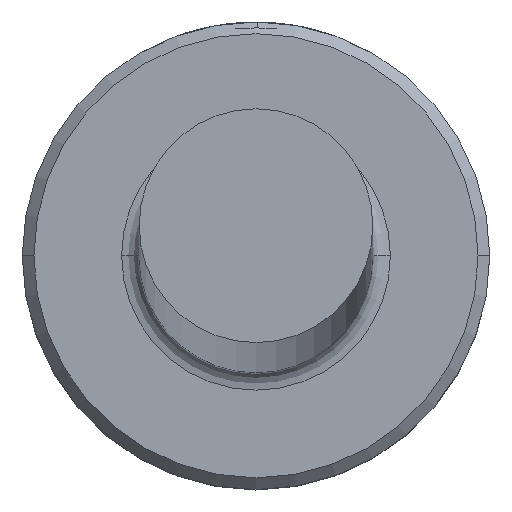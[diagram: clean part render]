
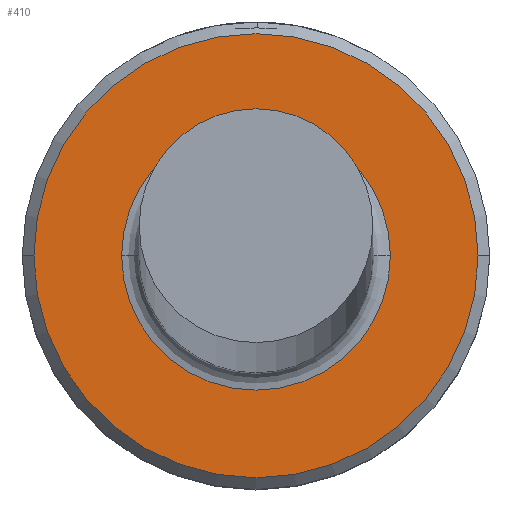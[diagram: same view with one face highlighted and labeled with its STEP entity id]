
A CAD part, top view. The second image highlights one B-rep face of the part: STEP entity #410.
In plain terms, the highlighted planar face has unit normal (0, 0, 1).
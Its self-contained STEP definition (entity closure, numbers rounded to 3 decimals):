
#6 = CIRCLE ( 'NONE', #1020, 3.8 ) ;
#11 = AXIS2_PLACEMENT_3D ( 'NONE', #1043, #435, #69 ) ;
#13 = EDGE_CURVE ( 'NONE', #454, #372, #441, .T. ) ;
#14 = DIRECTION ( 'NONE',  ( -1., 0., 0. ) ) ;
#19 = CIRCLE ( 'NONE', #1111, 2.3 ) ;
#69 = DIRECTION ( 'NONE',  ( 1., 0., 0. ) ) ;
#102 = CARTESIAN_POINT ( 'NONE',  ( 3.8, 0., 5. ) ) ;
#113 = DIRECTION ( 'NONE',  ( 1., 0., 0. ) ) ;
#115 = DIRECTION ( 'NONE',  ( 1., 0., 0. ) ) ;
#193 = CARTESIAN_POINT ( 'NONE',  ( -3.8, 0., 5. ) ) ;
#219 = DIRECTION ( 'NONE',  ( -1., 0., 0. ) ) ;
#224 = EDGE_CURVE ( 'NONE', #372, #454, #6, .T. ) ;
#262 = ORIENTED_EDGE ( 'NONE', *, *, #13, .T. ) ;
#287 = EDGE_LOOP ( 'NONE', ( #644, #984 ) ) ;
#328 = DIRECTION ( 'NONE',  ( 0., 0., -1. ) ) ;
#354 = EDGE_CURVE ( 'NONE', #544, #562, #853, .T. ) ;
#372 = VERTEX_POINT ( 'NONE', #193 ) ;
#385 = AXIS2_PLACEMENT_3D ( 'NONE', #997, #683, #115 ) ;
#410 = ADVANCED_FACE ( 'NONE', ( #1031, #806 ), #658, .T. ) ;
#435 = DIRECTION ( 'NONE',  ( 0., 0., 1. ) ) ;
#441 = CIRCLE ( 'NONE', #385, 3.8 ) ;
#454 = VERTEX_POINT ( 'NONE', #102 ) ;
#473 = EDGE_CURVE ( 'NONE', #562, #544, #19, .T. ) ;
#503 = CARTESIAN_POINT ( 'NONE',  ( -2.3, 0., 5. ) ) ;
#517 = CARTESIAN_POINT ( 'NONE',  ( 0., 0., 5. ) ) ;
#544 = VERTEX_POINT ( 'NONE', #1009 ) ;
#562 = VERTEX_POINT ( 'NONE', #503 ) ;
#571 = DIRECTION ( 'NONE',  ( 0., 0., -1. ) ) ;
#644 = ORIENTED_EDGE ( 'NONE', *, *, #473, .T. ) ;
#658 = PLANE ( 'NONE',  #11 ) ;
#683 = DIRECTION ( 'NONE',  ( 0., 0., 1. ) ) ;
#806 = FACE_BOUND ( 'NONE', #287, .T. ) ;
#819 = EDGE_LOOP ( 'NONE', ( #973, #262 ) ) ;
#853 = CIRCLE ( 'NONE', #907, 2.3 ) ;
#907 = AXIS2_PLACEMENT_3D ( 'NONE', #517, #328, #219 ) ;
#973 = ORIENTED_EDGE ( 'NONE', *, *, #224, .T. ) ;
#984 = ORIENTED_EDGE ( 'NONE', *, *, #354, .T. ) ;
#997 = CARTESIAN_POINT ( 'NONE',  ( 0., 0., 5. ) ) ;
#1009 = CARTESIAN_POINT ( 'NONE',  ( 2.3, 0., 5. ) ) ;
#1020 = AXIS2_PLACEMENT_3D ( 'NONE', #1086, #1090, #113 ) ;
#1031 = FACE_OUTER_BOUND ( 'NONE', #819, .T. ) ;
#1043 = CARTESIAN_POINT ( 'NONE',  ( 0., 0., 5. ) ) ;
#1085 = CARTESIAN_POINT ( 'NONE',  ( 0., 0., 5. ) ) ;
#1086 = CARTESIAN_POINT ( 'NONE',  ( 0., 0., 5. ) ) ;
#1090 = DIRECTION ( 'NONE',  ( 0., 0., 1. ) ) ;
#1111 = AXIS2_PLACEMENT_3D ( 'NONE', #1085, #571, #14 ) ;
